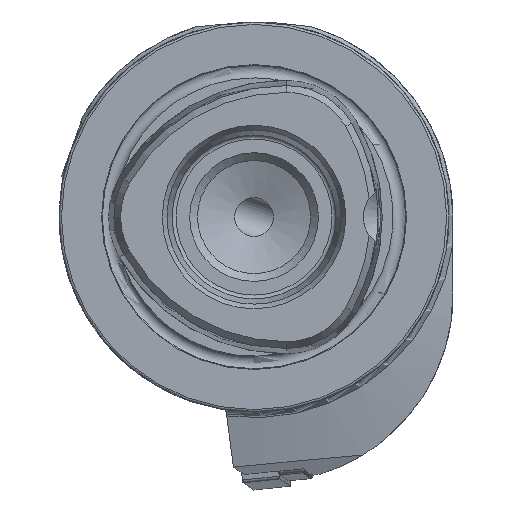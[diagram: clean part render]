
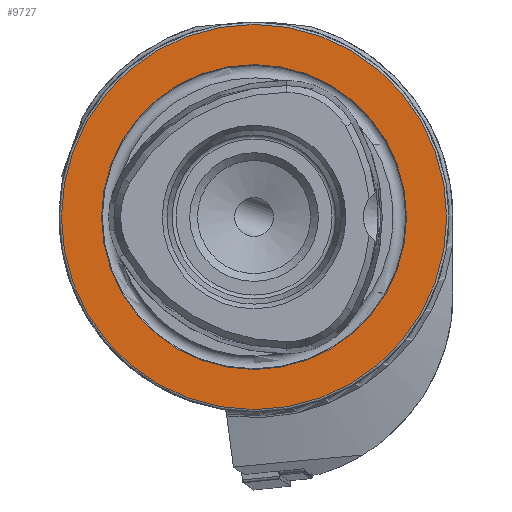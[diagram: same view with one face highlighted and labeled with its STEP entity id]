
A CAD part, left-side view. The second image highlights one B-rep face of the part: STEP entity #9727.
In plain terms, the highlighted planar face has unit normal (-1, 0, 0).
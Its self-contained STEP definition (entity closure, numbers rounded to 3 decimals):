
#6 = DIRECTION ( 'NONE',  ( 0., 0., -1. ) ) ;
#235 = DIRECTION ( 'NONE',  ( 0., 0., 1. ) ) ;
#1117 = CARTESIAN_POINT ( 'NONE',  ( 0., 0., 0. ) ) ;
#1443 = DIRECTION ( 'NONE',  ( -1., 0., 0. ) ) ;
#1484 = DIRECTION ( 'NONE',  ( 0., 0., 1. ) ) ;
#1844 = CIRCLE ( 'NONE', #4955, 24.7 ) ;
#2529 = VERTEX_POINT ( 'NONE', #10004 ) ;
#2742 = DIRECTION ( 'NONE',  ( -1., 0., 0. ) ) ;
#2842 = EDGE_CURVE ( 'NONE', #2529, #2529, #1844, .T. ) ;
#3253 = ORIENTED_EDGE ( 'NONE', *, *, #2842, .T. ) ;
#4333 = VERTEX_POINT ( 'NONE', #5289 ) ;
#4955 = AXIS2_PLACEMENT_3D ( 'NONE', #5551, #1443, #1484 ) ;
#5289 = CARTESIAN_POINT ( 'NONE',  ( 0., 0., 19.55 ) ) ;
#5346 = CIRCLE ( 'NONE', #7562, 19.55 ) ;
#5551 = CARTESIAN_POINT ( 'NONE',  ( 0., 0., 0. ) ) ;
#5791 = FACE_OUTER_BOUND ( 'NONE', #10400, .T. ) ;
#6491 = EDGE_CURVE ( 'NONE', #4333, #4333, #5346, .T. ) ;
#6533 = CARTESIAN_POINT ( 'NONE',  ( 0., 19.55, 0. ) ) ;
#6535 = AXIS2_PLACEMENT_3D ( 'NONE', #6533, #10395, #6 ) ;
#6913 = FACE_BOUND ( 'NONE', #6998, .T. ) ;
#6998 = EDGE_LOOP ( 'NONE', ( #8425 ) ) ;
#7283 = PLANE ( 'NONE',  #6535 ) ;
#7562 = AXIS2_PLACEMENT_3D ( 'NONE', #1117, #2742, #235 ) ;
#8425 = ORIENTED_EDGE ( 'NONE', *, *, #6491, .F. ) ;
#9727 = ADVANCED_FACE ( 'NONE', ( #6913, #5791 ), #7283, .F. ) ;
#10004 = CARTESIAN_POINT ( 'NONE',  ( 0., 0., 24.7 ) ) ;
#10395 = DIRECTION ( 'NONE',  ( 1., 0., 0. ) ) ;
#10400 = EDGE_LOOP ( 'NONE', ( #3253 ) ) ;
